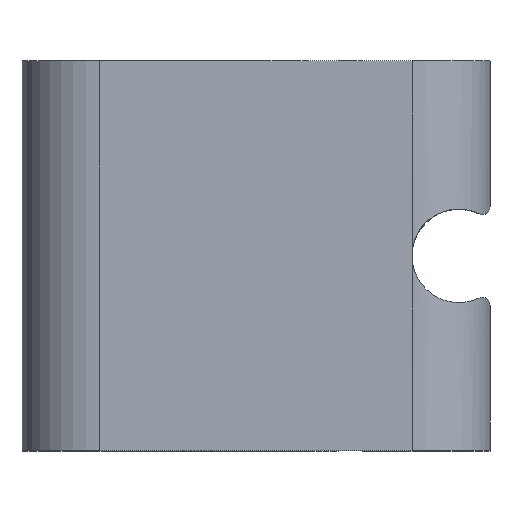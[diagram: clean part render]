
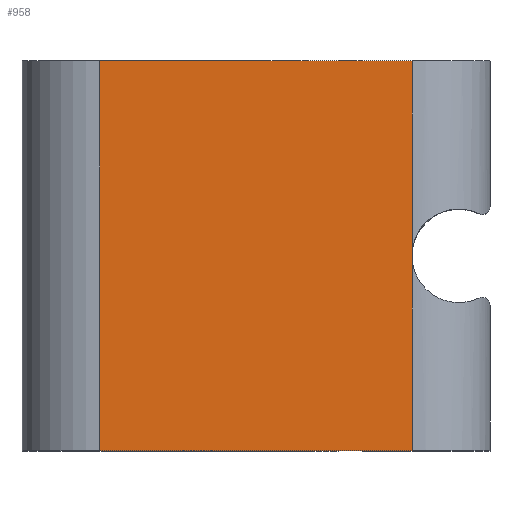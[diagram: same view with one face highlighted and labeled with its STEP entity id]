
A CAD part, top view. The second image highlights one B-rep face of the part: STEP entity #958.
In plain terms, the highlighted planar face has unit normal (0, 0, 1).
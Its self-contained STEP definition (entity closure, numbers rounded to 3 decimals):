
#1 = CARTESIAN_POINT ( 'NONE',  ( 15., 0., 10. ) ) ;
#187 = PLANE ( 'NONE',  #1782 ) ;
#208 = EDGE_CURVE ( 'NONE', #1301, #1155, #385, .T. ) ;
#321 = VECTOR ( 'NONE', #3785, 1000. ) ;
#385 = LINE ( 'NONE', #2227, #1337 ) ;
#445 = ORIENTED_EDGE ( 'NONE', *, *, #2598, .T. ) ;
#958 = ADVANCED_FACE ( 'NONE', ( #2483 ), #187, .F. ) ;
#1155 = VERTEX_POINT ( 'NONE', #2451 ) ;
#1301 = VERTEX_POINT ( 'NONE', #1969 ) ;
#1337 = VECTOR ( 'NONE', #2542, 1000. ) ;
#1445 = ORIENTED_EDGE ( 'NONE', *, *, #208, .F. ) ;
#1606 = VECTOR ( 'NONE', #2604, 1000. ) ;
#1630 = EDGE_CURVE ( 'NONE', #2289, #2456, #3579, .T. ) ;
#1719 = CARTESIAN_POINT ( 'NONE',  ( 15., 25., 10. ) ) ;
#1782 = AXIS2_PLACEMENT_3D ( 'NONE', #2956, #3519, #2329 ) ;
#1811 = VECTOR ( 'NONE', #2057, 1000. ) ;
#1899 = VERTEX_POINT ( 'NONE', #2937 ) ;
#1969 = CARTESIAN_POINT ( 'NONE',  ( -5., 25., 10. ) ) ;
#2057 = DIRECTION ( 'NONE',  ( 0., 1., 0. ) ) ;
#2214 = DIRECTION ( 'NONE',  ( 1., 0., 0. ) ) ;
#2227 = CARTESIAN_POINT ( 'NONE',  ( -10., 25., 10. ) ) ;
#2289 = VERTEX_POINT ( 'NONE', #1 ) ;
#2329 = DIRECTION ( 'NONE',  ( -1., 0., 0. ) ) ;
#2451 = CARTESIAN_POINT ( 'NONE',  ( 15., 25., 10. ) ) ;
#2456 = VERTEX_POINT ( 'NONE', #2906 ) ;
#2483 = FACE_OUTER_BOUND ( 'NONE', #3537, .T. ) ;
#2542 = DIRECTION ( 'NONE',  ( 1., 0., 0. ) ) ;
#2598 = EDGE_CURVE ( 'NONE', #1301, #1899, #3198, .T. ) ;
#2604 = DIRECTION ( 'NONE',  ( 0., 1., 0. ) ) ;
#2643 = VECTOR ( 'NONE', #2214, 1000. ) ;
#2814 = CARTESIAN_POINT ( 'NONE',  ( -10., 0., 10. ) ) ;
#2906 = CARTESIAN_POINT ( 'NONE',  ( 15., 12.5, 10. ) ) ;
#2924 = ORIENTED_EDGE ( 'NONE', *, *, #1630, .T. ) ;
#2929 = CARTESIAN_POINT ( 'NONE',  ( -5., 25., 10. ) ) ;
#2937 = CARTESIAN_POINT ( 'NONE',  ( -5., 0., 10. ) ) ;
#2956 = CARTESIAN_POINT ( 'NONE',  ( -10., 25., 10. ) ) ;
#3015 = EDGE_CURVE ( 'NONE', #2456, #1155, #3518, .T. ) ;
#3198 = LINE ( 'NONE', #2929, #321 ) ;
#3361 = ORIENTED_EDGE ( 'NONE', *, *, #3409, .T. ) ;
#3409 = EDGE_CURVE ( 'NONE', #1899, #2289, #3421, .T. ) ;
#3421 = LINE ( 'NONE', #2814, #2643 ) ;
#3518 = LINE ( 'NONE', #1719, #1606 ) ;
#3519 = DIRECTION ( 'NONE',  ( 0., 0., -1. ) ) ;
#3537 = EDGE_LOOP ( 'NONE', ( #2924, #3716, #1445, #445, #3361 ) ) ;
#3579 = LINE ( 'NONE', #3821, #1811 ) ;
#3716 = ORIENTED_EDGE ( 'NONE', *, *, #3015, .T. ) ;
#3785 = DIRECTION ( 'NONE',  ( 0., -1., 0. ) ) ;
#3821 = CARTESIAN_POINT ( 'NONE',  ( 15., 10.264, 10. ) ) ;
